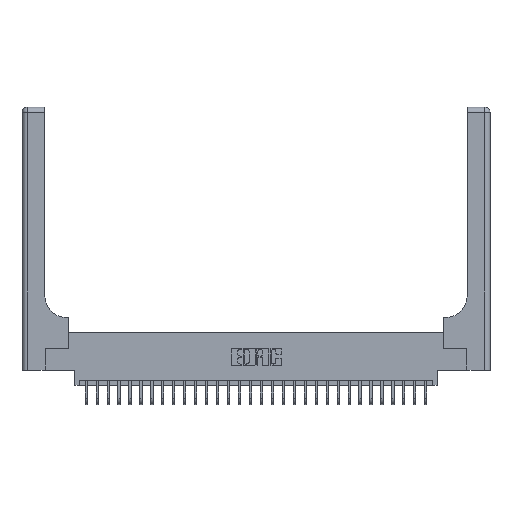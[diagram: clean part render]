
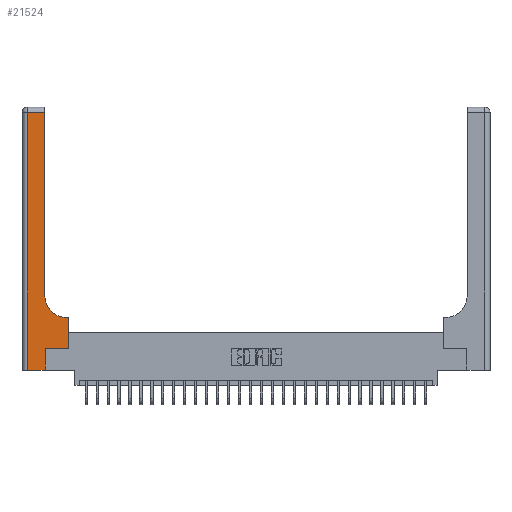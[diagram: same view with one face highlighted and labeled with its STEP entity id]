
A CAD part, top view. The second image highlights one B-rep face of the part: STEP entity #21524.
In plain terms, the highlighted planar face has unit normal (0, 0, 1).
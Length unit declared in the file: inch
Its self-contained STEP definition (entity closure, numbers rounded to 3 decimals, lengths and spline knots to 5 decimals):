
#803 = EDGE_LOOP ( 'NONE', ( #20687, #16647, #12181, #15210, #8015, #13577, #3336, #18539, #10214 ) ) ;
#1980 = CARTESIAN_POINT ( 'NONE',  ( 0., 0., 0.37 ) ) ;
#2072 = VERTEX_POINT ( 'NONE', #5190 ) ;
#2311 = LINE ( 'NONE', #7115, #20048 ) ;
#2749 = EDGE_CURVE ( 'NONE', #16353, #29754, #6339, .T. ) ;
#3336 = ORIENTED_EDGE ( 'NONE', *, *, #21805, .T. ) ;
#3816 = EDGE_CURVE ( 'NONE', #6601, #24215, #2311, .T. ) ;
#3958 = VECTOR ( 'NONE', #15787, 39.37008 ) ;
#4589 = CARTESIAN_POINT ( 'NONE',  ( 0.26, 0.85, 0.37 ) ) ;
#5190 = CARTESIAN_POINT ( 'NONE',  ( 0.528, 0.6, 0.37 ) ) ;
#5860 = AXIS2_PLACEMENT_3D ( 'NONE', #21386, #7372, #27582 ) ;
#6180 = DIRECTION ( 'NONE',  ( -1., 0., 0. ) ) ;
#6292 = CARTESIAN_POINT ( 'NONE',  ( 0.51, 0.6, 0.37 ) ) ;
#6334 = CARTESIAN_POINT ( 'NONE',  ( 0., 2.94, 0.37 ) ) ;
#6339 = LINE ( 'NONE', #8306, #25911 ) ;
#6485 = CARTESIAN_POINT ( 'NONE',  ( 0.26, 0.6, 0.37 ) ) ;
#6601 = VERTEX_POINT ( 'NONE', #4589 ) ;
#6630 = LINE ( 'NONE', #6485, #13087 ) ;
#6650 = CARTESIAN_POINT ( 'NONE',  ( 0.06, 0., 0.37 ) ) ;
#7115 = CARTESIAN_POINT ( 'NONE',  ( 0.26, 3., 0.37 ) ) ;
#7223 = VECTOR ( 'NONE', #22864, 39.37008 ) ;
#7346 = CARTESIAN_POINT ( 'NONE',  ( 0.06, 3., 0.37 ) ) ;
#7372 = DIRECTION ( 'NONE',  ( 0., 0., -1. ) ) ;
#8015 = ORIENTED_EDGE ( 'NONE', *, *, #17208, .T. ) ;
#8306 = CARTESIAN_POINT ( 'NONE',  ( 0.265, 0.25, 0.37 ) ) ;
#8500 = LINE ( 'NONE', #29300, #12495 ) ;
#8626 = DIRECTION ( 'NONE',  ( 0., 0., -1. ) ) ;
#9225 = CARTESIAN_POINT ( 'NONE',  ( 0.51, 0.85, 0.37 ) ) ;
#9635 = FACE_OUTER_BOUND ( 'NONE', #803, .T. ) ;
#10214 = ORIENTED_EDGE ( 'NONE', *, *, #20947, .T. ) ;
#10253 = CARTESIAN_POINT ( 'NONE',  ( 0.265, 0.25, 0.37 ) ) ;
#10616 = DIRECTION ( 'NONE',  ( 0., 1., 0. ) ) ;
#11123 = CIRCLE ( 'NONE', #24576, 0.25 ) ;
#11444 = LINE ( 'NONE', #1980, #27891 ) ;
#12181 = ORIENTED_EDGE ( 'NONE', *, *, #27710, .T. ) ;
#12495 = VECTOR ( 'NONE', #10616, 39.37008 ) ;
#13087 = VECTOR ( 'NONE', #25139, 39.37008 ) ;
#13577 = ORIENTED_EDGE ( 'NONE', *, *, #2749, .T. ) ;
#13585 = EDGE_CURVE ( 'NONE', #24215, #25167, #26832, .T. ) ;
#13682 = LINE ( 'NONE', #7346, #7223 ) ;
#15210 = ORIENTED_EDGE ( 'NONE', *, *, #27209, .T. ) ;
#15496 = CARTESIAN_POINT ( 'NONE',  ( 0.528, 0.25, 0.37 ) ) ;
#15704 = CARTESIAN_POINT ( 'NONE',  ( 0.265, 0., 0.37 ) ) ;
#15787 = DIRECTION ( 'NONE',  ( 0., 1., 0. ) ) ;
#16353 = VERTEX_POINT ( 'NONE', #10253 ) ;
#16647 = ORIENTED_EDGE ( 'NONE', *, *, #13585, .T. ) ;
#17208 = EDGE_CURVE ( 'NONE', #21021, #16353, #8500, .T. ) ;
#17822 = VERTEX_POINT ( 'NONE', #6650 ) ;
#18001 = CARTESIAN_POINT ( 'NONE',  ( 0.528, 0.25, 0.37 ) ) ;
#18115 = DIRECTION ( 'NONE',  ( 1., 0., 0. ) ) ;
#18539 = ORIENTED_EDGE ( 'NONE', *, *, #21405, .T. ) ;
#18838 = PLANE ( 'NONE',  #5860 ) ;
#19995 = VERTEX_POINT ( 'NONE', #6292 ) ;
#20048 = VECTOR ( 'NONE', #23373, 39.37008 ) ;
#20687 = ORIENTED_EDGE ( 'NONE', *, *, #3816, .T. ) ;
#20947 = EDGE_CURVE ( 'NONE', #19995, #6601, #11123, .T. ) ;
#21021 = VERTEX_POINT ( 'NONE', #15704 ) ;
#21386 = CARTESIAN_POINT ( 'NONE',  ( 0., 3., 0.37 ) ) ;
#21405 = EDGE_CURVE ( 'NONE', #2072, #19995, #6630, .T. ) ;
#21524 = ADVANCED_FACE ( 'NONE', ( #9635 ), #18838, .F. ) ;
#21805 = EDGE_CURVE ( 'NONE', #29754, #2072, #27237, .T. ) ;
#22864 = DIRECTION ( 'NONE',  ( 0., -1., 0. ) ) ;
#23373 = DIRECTION ( 'NONE',  ( 0., 1., 0. ) ) ;
#23756 = VECTOR ( 'NONE', #6180, 39.37008 ) ;
#24215 = VERTEX_POINT ( 'NONE', #27774 ) ;
#24576 = AXIS2_PLACEMENT_3D ( 'NONE', #9225, #8626, #18115 ) ;
#24618 = CARTESIAN_POINT ( 'NONE',  ( 0.06, 2.94, 0.37 ) ) ;
#24714 = DIRECTION ( 'NONE',  ( 1., 0., 0. ) ) ;
#25139 = DIRECTION ( 'NONE',  ( -1., 0., 0. ) ) ;
#25167 = VERTEX_POINT ( 'NONE', #24618 ) ;
#25911 = VECTOR ( 'NONE', #24714, 39.37008 ) ;
#26832 = LINE ( 'NONE', #6334, #23756 ) ;
#27209 = EDGE_CURVE ( 'NONE', #17822, #21021, #11444, .T. ) ;
#27237 = LINE ( 'NONE', #15496, #3958 ) ;
#27582 = DIRECTION ( 'NONE',  ( -1., 0., 0. ) ) ;
#27710 = EDGE_CURVE ( 'NONE', #25167, #17822, #13682, .T. ) ;
#27774 = CARTESIAN_POINT ( 'NONE',  ( 0.26, 2.94, 0.37 ) ) ;
#27891 = VECTOR ( 'NONE', #29701, 39.37008 ) ;
#29300 = CARTESIAN_POINT ( 'NONE',  ( 0.265, 0., 0.37 ) ) ;
#29701 = DIRECTION ( 'NONE',  ( 1., 0., 0. ) ) ;
#29754 = VERTEX_POINT ( 'NONE', #18001 ) ;
